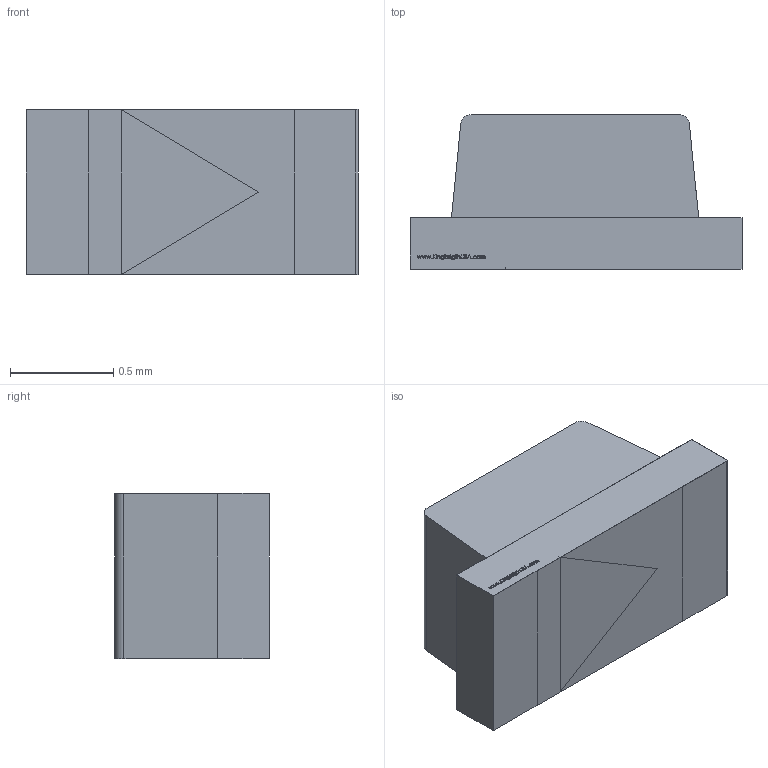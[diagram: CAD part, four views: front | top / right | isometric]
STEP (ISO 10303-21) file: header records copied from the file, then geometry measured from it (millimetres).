
FILE_DESCRIPTION (( 'STEP AP214' ), '1' );
FILE_NAME ('APT1608VRCXFA-5MAV.STEP', '2024-11-27T11:29:55', ( '' ), ( '' ), 'SwSTEP 2.0', 'SolidWorks 2023', '' );
FILE_SCHEMA (( 'AUTOMOTIVE_DESIGN' ));
Length unit declared in the file: millimetre
Products named in the file (1): APT1608VRCXFA-5MAV
Bounding box: 1.61 x 0.75 x 0.8 mm (x, y, z)
Surface area: 8.9 mm2 (no closed solid volume)
Topology: 0 solids, 5 shells, 310 faces, 747 edges, 469 vertices
Faces by surface type: plane 193, bspline 115, cylinder 2
Entity records: 17591 total; most frequent: CARTESIAN_POINT 8565, ORIENTED_EDGE 1491, EDGE_CURVE 747, B_SPLINE_CURVE_WITH_KNOTS 593, DIRECTION 542, VERTEX_POINT 469, EDGE_LOOP 333, UNCERTAINTY_MEASURE_WITH_UNIT 309
